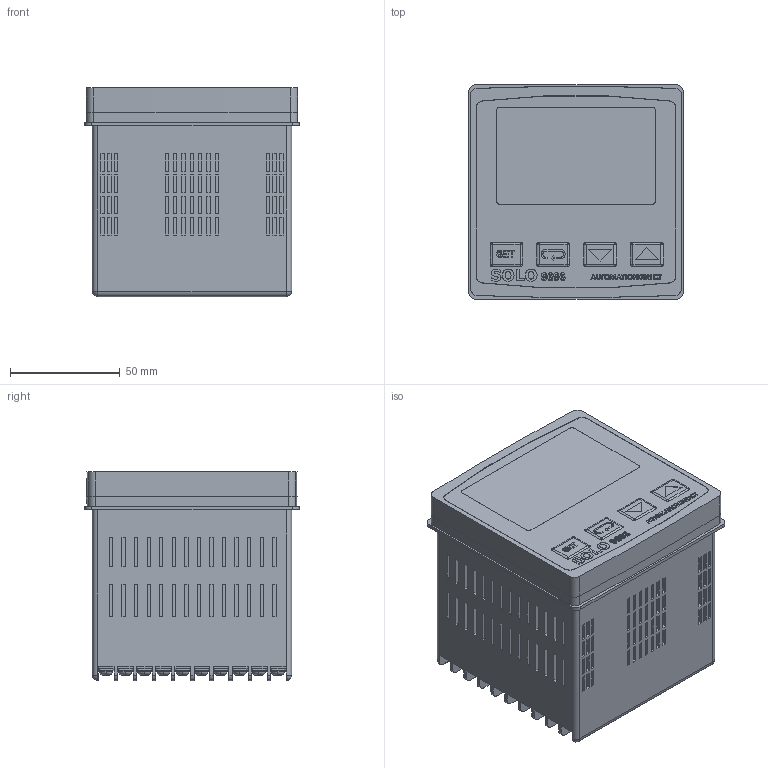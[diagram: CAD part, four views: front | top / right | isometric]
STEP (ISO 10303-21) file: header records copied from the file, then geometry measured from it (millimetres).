
FILE_DESCRIPTION (( 'STEP AP214' ), '1' );
FILE_NAME ('SL9696-RRE-D.STEP', '2011-09-01T19:50:36', ( '.adc' ), ( '' ), 'SwSTEP 2.0', 'SolidWorks 2011', '' );
FILE_SCHEMA (( 'AUTOMOTIVE_DESIGN' ));
Length unit declared in the file: inch
Products named in the file (1): SL9696-RRE-D
Bounding box: 97.54 x 97.54 x 95.28 mm (x, y, z)
Volume: 739717.5 mm3; surface area: 68840.2 mm2
Topology: 1 solids, 1 shells, 1858 faces, 4769 edges, 3120 vertices
Faces by surface type: plane 1402, cylinder 248, bspline 158, torus 40, cone 6, sphere 4
Entity records: 84195 total; most frequent: CARTESIAN_POINT 20270, ORIENTED_EDGE 9498, DIRECTION 8378, EDGE_CURVE 4749, VECTOR 3858, LINE 3858, VERTEX_POINT 3120, AXIS2_PLACEMENT_3D 2260
